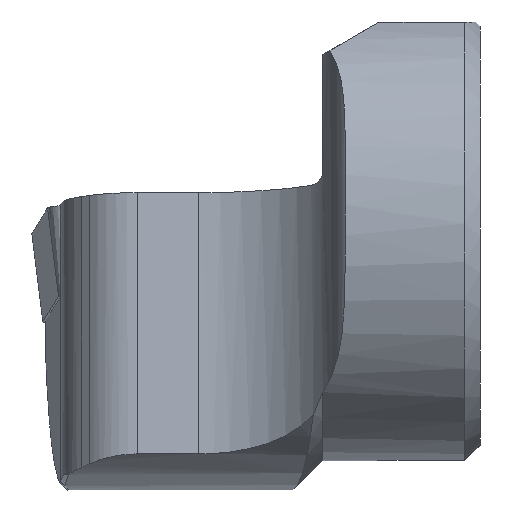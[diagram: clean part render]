
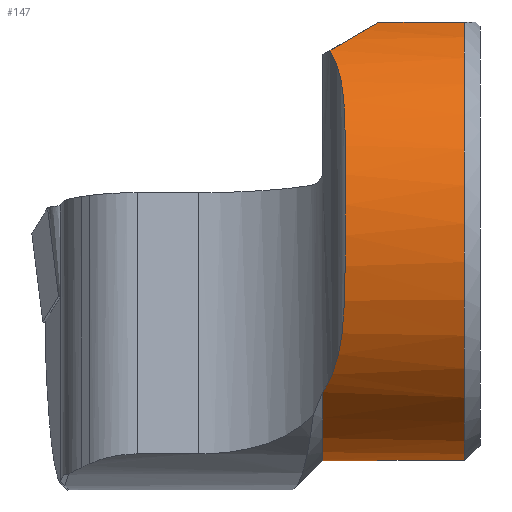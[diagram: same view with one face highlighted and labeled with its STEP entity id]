
A CAD part, front view. The second image highlights one B-rep face of the part: STEP entity #147.
In plain terms, the highlighted cylindrical face has radius 10 mm (diameter 20 mm), a partial arc.
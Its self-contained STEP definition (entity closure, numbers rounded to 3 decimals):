
#49=ELLIPSE('',#889,20.,10.);
#50=ELLIPSE('',#892,20.,10.);
#59=CYLINDRICAL_SURFACE('',#893,10.);
#82=B_SPLINE_CURVE_WITH_KNOTS('',3,(#1396,#1397,#1398,#1399),
 .UNSPECIFIED.,.F.,.F.,(4,4),(0.,1.),.UNSPECIFIED.);
#83=B_SPLINE_CURVE_WITH_KNOTS('',3,(#1403,#1404,#1405,#1406,#1407,#1408),
 .UNSPECIFIED.,.F.,.F.,(4,2,4),(0.,0.5,1.),.UNSPECIFIED.);
#147=ADVANCED_FACE('',(#218),#59,.T.);
#218=FACE_OUTER_BOUND('',#265,.T.);
#265=EDGE_LOOP('',(#400,#401,#402,#403,#404,#405,#406,#407,#408,#409));
#306=CIRCLE('',#885,10.);
#307=CIRCLE('',#887,10.);
#308=CIRCLE('',#890,10.);
#309=CIRCLE('',#891,10.);
#400=ORIENTED_EDGE('',*,*,#684,.T.);
#401=ORIENTED_EDGE('',*,*,#683,.T.);
#402=ORIENTED_EDGE('',*,*,#685,.T.);
#403=ORIENTED_EDGE('',*,*,#686,.T.);
#404=ORIENTED_EDGE('',*,*,#687,.T.);
#405=ORIENTED_EDGE('',*,*,#688,.T.);
#406=ORIENTED_EDGE('',*,*,#689,.T.);
#407=ORIENTED_EDGE('',*,*,#679,.T.);
#408=ORIENTED_EDGE('',*,*,#690,.T.);
#409=ORIENTED_EDGE('',*,*,#691,.T.);
#571=VERTEX_POINT('',#1280);
#591=VERTEX_POINT('',#1369);
#593=VERTEX_POINT('',#1386);
#594=VERTEX_POINT('',#1387);
#595=VERTEX_POINT('',#1391);
#596=VERTEX_POINT('',#1393);
#597=VERTEX_POINT('',#1395);
#598=VERTEX_POINT('',#1400);
#599=VERTEX_POINT('',#1402);
#600=VERTEX_POINT('',#1410);
#679=EDGE_CURVE('',#591,#571,#306,.T.);
#683=EDGE_CURVE('',#594,#593,#307,.T.);
#684=EDGE_CURVE('',#595,#594,#778,.T.);
#685=EDGE_CURVE('',#593,#596,#779,.T.);
#686=EDGE_CURVE('',#596,#597,#49,.T.);
#687=EDGE_CURVE('',#597,#598,#82,.T.);
#688=EDGE_CURVE('',#598,#599,#308,.T.);
#689=EDGE_CURVE('',#599,#591,#83,.T.);
#690=EDGE_CURVE('',#571,#600,#309,.T.);
#691=EDGE_CURVE('',#600,#595,#50,.T.);
#778=LINE('',#1390,#833);
#779=LINE('',#1392,#834);
#833=VECTOR('',#1030,1.);
#834=VECTOR('',#1031,1.);
#885=AXIS2_PLACEMENT_3D('',#1368,#1022,#1023);
#887=AXIS2_PLACEMENT_3D('',#1388,#1026,#1027);
#889=AXIS2_PLACEMENT_3D('',#1394,#1032,#1033);
#890=AXIS2_PLACEMENT_3D('',#1401,#1034,#1035);
#891=AXIS2_PLACEMENT_3D('',#1409,#1036,#1037);
#892=AXIS2_PLACEMENT_3D('',#1411,#1038,#1039);
#893=AXIS2_PLACEMENT_3D('',#1412,#1040,#1041);
#1022=DIRECTION('',(1.,0.,0.));
#1023=DIRECTION('',(0.,0.,1.));
#1026=DIRECTION('',(-1.,0.,0.));
#1027=DIRECTION('',(0.,0.,1.));
#1030=DIRECTION('',(1.,0.,0.));
#1031=DIRECTION('',(-1.,0.,0.));
#1032=DIRECTION('',(0.5,0.,-0.866));
#1033=DIRECTION('',(-0.866,0.,-0.5));
#1034=DIRECTION('',(1.,0.,0.));
#1035=DIRECTION('',(0.,0.,-1.));
#1036=DIRECTION('',(1.,0.,0.));
#1037=DIRECTION('',(0.,0.,1.));
#1038=DIRECTION('',(0.5,0.,-0.866));
#1039=DIRECTION('',(-0.866,0.,-0.5));
#1040=DIRECTION('',(-1.,0.,0.));
#1041=DIRECTION('',(0.,0.,1.));
#1280=CARTESIAN_POINT('',(13.,9.98,0.626));
#1368=CARTESIAN_POINT('',(13.,0.,0.));
#1369=CARTESIAN_POINT('',(13.,-7.199,-6.941));
#1386=CARTESIAN_POINT('',(19.3,-3.122,9.5));
#1387=CARTESIAN_POINT('',(19.3,3.122,9.5));
#1388=CARTESIAN_POINT('',(19.3,0.,0.));
#1390=CARTESIAN_POINT('',(0.,3.122,9.5));
#1391=CARTESIAN_POINT('',(15.5,3.122,9.5));
#1392=CARTESIAN_POINT('',(0.,-3.122,9.5));
#1393=CARTESIAN_POINT('',(15.5,-3.122,9.5));
#1394=CARTESIAN_POINT('',(-0.954,0.,0.));
#1395=CARTESIAN_POINT('',(13.329,-5.657,8.246));
#1396=CARTESIAN_POINT('',(13.329,-5.657,8.246));
#1397=CARTESIAN_POINT('',(13.967,-7.101,7.255));
#1398=CARTESIAN_POINT('',(14.,-8.398,5.748));
#1399=CARTESIAN_POINT('',(14.,-9.156,4.021));
#1400=CARTESIAN_POINT('',(14.,-9.156,4.021));
#1401=CARTESIAN_POINT('',(14.,0.,0.));
#1402=CARTESIAN_POINT('',(14.,-9.91,-1.341));
#1403=CARTESIAN_POINT('',(14.,-9.91,-1.341));
#1404=CARTESIAN_POINT('',(14.,-9.764,-2.416));
#1405=CARTESIAN_POINT('',(13.987,-9.452,-3.439));
#1406=CARTESIAN_POINT('',(13.73,-8.503,-5.372));
#1407=CARTESIAN_POINT('',(13.484,-7.876,-6.239));
#1408=CARTESIAN_POINT('',(13.,-7.199,-6.941));
#1409=CARTESIAN_POINT('',(13.,0.,0.));
#1410=CARTESIAN_POINT('',(13.,5.924,8.057));
#1411=CARTESIAN_POINT('',(-0.954,0.,0.));
#1412=CARTESIAN_POINT('',(0.,0.,0.));
